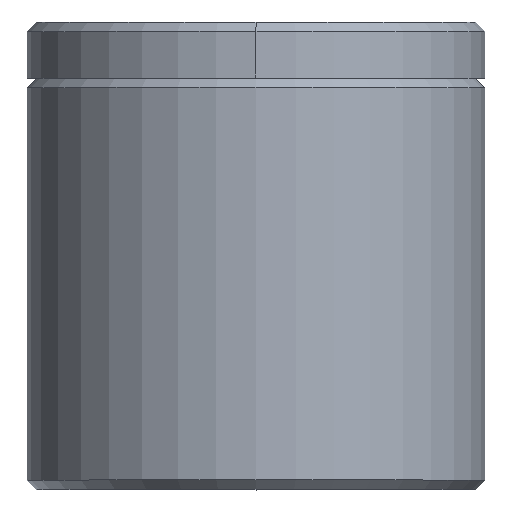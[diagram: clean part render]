
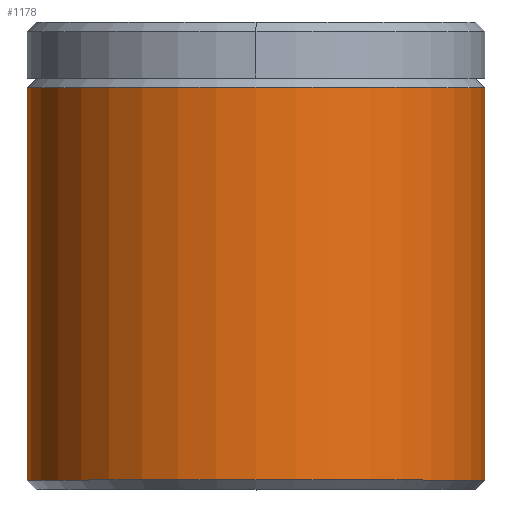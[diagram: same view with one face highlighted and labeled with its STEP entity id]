
A CAD part, top view. The second image highlights one B-rep face of the part: STEP entity #1178.
In plain terms, the highlighted cylindrical face has radius 24.5 mm (diameter 49 mm), a partial arc.
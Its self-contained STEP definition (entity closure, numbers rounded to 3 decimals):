
#131 = DIRECTION ( 'NONE',  ( 0., 1., 0. ) ) ;
#143 = CARTESIAN_POINT ( 'NONE',  ( -26., 42.304, 0. ) ) ;
#147 = DIRECTION ( 'NONE',  ( 0., 1., 0. ) ) ;
#210 = ORIENTED_EDGE ( 'NONE', *, *, #2597, .F. ) ;
#284 = ORIENTED_EDGE ( 'NONE', *, *, #1350, .F. ) ;
#330 = CARTESIAN_POINT ( 'NONE',  ( -26., 46., 0. ) ) ;
#397 = AXIS2_PLACEMENT_3D ( 'NONE', #1480, #131, #3156 ) ;
#515 = CIRCLE ( 'NONE', #397, 24.5 ) ;
#737 = DIRECTION ( 'NONE',  ( -1., 0., 0. ) ) ;
#854 = LINE ( 'NONE', #1425, #1595 ) ;
#970 = DIRECTION ( 'NONE',  ( 0., 1., 0. ) ) ;
#1052 = CARTESIAN_POINT ( 'NONE',  ( 23., 0.304, 0. ) ) ;
#1178 = ADVANCED_FACE ( 'NONE', ( #2747 ), #1374, .T. ) ;
#1207 = DIRECTION ( 'NONE',  ( 0., 1., 0. ) ) ;
#1250 = CARTESIAN_POINT ( 'NONE',  ( 23., 42.304, 0. ) ) ;
#1267 = VERTEX_POINT ( 'NONE', #2630 ) ;
#1273 = AXIS2_PLACEMENT_3D ( 'NONE', #2349, #970, #737 ) ;
#1281 = ORIENTED_EDGE ( 'NONE', *, *, #1694, .T. ) ;
#1292 = EDGE_CURVE ( 'NONE', #3173, #1310, #854, .T. ) ;
#1310 = VERTEX_POINT ( 'NONE', #1250 ) ;
#1313 = AXIS2_PLACEMENT_3D ( 'NONE', #2712, #3280, #2980 ) ;
#1350 = EDGE_CURVE ( 'NONE', #1267, #3531, #1779, .T. ) ;
#1374 = CYLINDRICAL_SURFACE ( 'NONE', #1313, 24.5 ) ;
#1375 = CIRCLE ( 'NONE', #1273, 24.5 ) ;
#1425 = CARTESIAN_POINT ( 'NONE',  ( 23., 46., 0. ) ) ;
#1480 = CARTESIAN_POINT ( 'NONE',  ( -1.5, 0.304, 0. ) ) ;
#1595 = VECTOR ( 'NONE', #147, 1000. ) ;
#1694 = EDGE_CURVE ( 'NONE', #1267, #3173, #515, .T. ) ;
#1779 = LINE ( 'NONE', #330, #3450 ) ;
#1799 = EDGE_LOOP ( 'NONE', ( #1281, #2495, #210, #284 ) ) ;
#2349 = CARTESIAN_POINT ( 'NONE',  ( -1.5, 42.304, 0. ) ) ;
#2495 = ORIENTED_EDGE ( 'NONE', *, *, #1292, .T. ) ;
#2597 = EDGE_CURVE ( 'NONE', #3531, #1310, #1375, .T. ) ;
#2630 = CARTESIAN_POINT ( 'NONE',  ( -26., 0.304, 0. ) ) ;
#2712 = CARTESIAN_POINT ( 'NONE',  ( -1.5, 46., 0. ) ) ;
#2747 = FACE_OUTER_BOUND ( 'NONE', #1799, .T. ) ;
#2980 = DIRECTION ( 'NONE',  ( -1., 0., 0. ) ) ;
#3156 = DIRECTION ( 'NONE',  ( -1., 0., 0. ) ) ;
#3173 = VERTEX_POINT ( 'NONE', #1052 ) ;
#3280 = DIRECTION ( 'NONE',  ( 0., 1., 0. ) ) ;
#3450 = VECTOR ( 'NONE', #1207, 1000. ) ;
#3531 = VERTEX_POINT ( 'NONE', #143 ) ;
